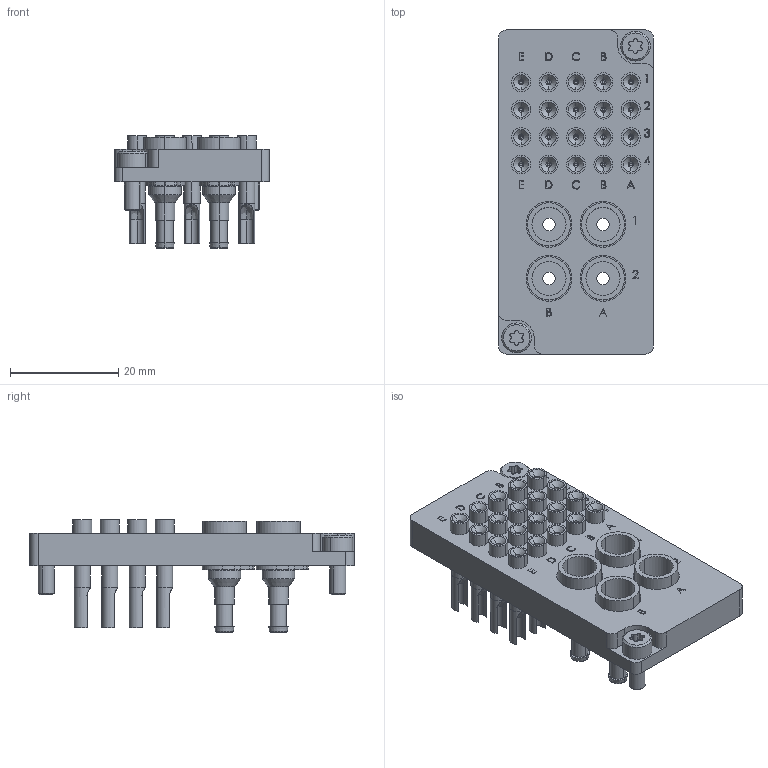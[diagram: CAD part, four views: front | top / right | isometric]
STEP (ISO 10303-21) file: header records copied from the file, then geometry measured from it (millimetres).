
FILE_DESCRIPTION (( 'STEP AP214' ), '1' );
FILE_NAME ('INGUN_31867.STEP', '2023-01-18T11:05:12', ( '' ), ( '' ), 'SwSTEP 2.0', 'SolidWorks 2021', '' );
FILE_SCHEMA (( 'AUTOMOTIVE_DESIGN' ));
Length unit declared in the file: millimetre
Products named in the file (8): DIN912~n_M03,0x008; INGUN_31867; 31868~1_S; KT-Master__ADA~kt_KT-120 L3 E02-30; 31868~1; INFO_4613~0_S; 21084~0; 14987~0_S
Assembly tree (33 placements, depth 3):
  INGUN_31867
    31868~1_S
      31868~1
      INFO_4613~0_S
    KT-Master__ADA~kt_KT-120 L3 E02-30  x20
    21084~0  x4
    14987~0_S  x4
    DIN912~n_M03,0x008  x2
Bounding box: 28.7 x 60 x 20.8 mm (x, y, z)
Volume: 11638.2 mm3; surface area: 14080.7 mm2
Topology: 68 solids, 68 shells, 5632 faces, 15988 edges, 10524 vertices
Faces by surface type: plane 3583, cylinder 1612, cone 304, bspline 125, torus 8
Entity records: 29487 total; most frequent: CARTESIAN_POINT 9788, ORIENTED_EDGE 3584, DIRECTION 3089, EDGE_CURVE 1792, VERTEX_POINT 1187, AXIS2_PLACEMENT_3D 1072, LINE 945, VECTOR 945
